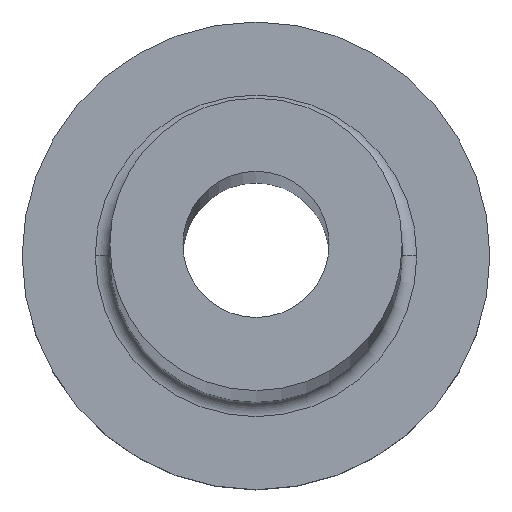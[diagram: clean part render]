
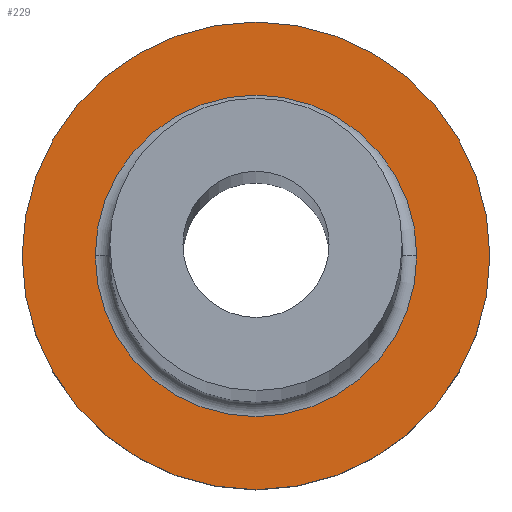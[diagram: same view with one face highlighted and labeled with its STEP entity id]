
A CAD part, top view. The second image highlights one B-rep face of the part: STEP entity #229.
In plain terms, the highlighted planar face has unit normal (0, 0, 1).
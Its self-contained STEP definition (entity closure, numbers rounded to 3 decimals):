
#17 = DIRECTION ( 'NONE',  ( 1., 0., 0. ) ) ;
#36 = CIRCLE ( 'NONE', #167, 5.5 ) ;
#53 = DIRECTION ( 'NONE',  ( 0., 0., -1. ) ) ;
#63 = CARTESIAN_POINT ( 'NONE',  ( 8., 0., 5. ) ) ;
#82 = CARTESIAN_POINT ( 'NONE',  ( 0., 0., 5. ) ) ;
#85 = CARTESIAN_POINT ( 'NONE',  ( 0., 0., 5. ) ) ;
#107 = CARTESIAN_POINT ( 'NONE',  ( -5.5, 0., 5. ) ) ;
#108 = AXIS2_PLACEMENT_3D ( 'NONE', #85, #265, #173 ) ;
#118 = CARTESIAN_POINT ( 'NONE',  ( 5.5, 0., 5. ) ) ;
#135 = DIRECTION ( 'NONE',  ( 1., 0., 0. ) ) ;
#149 = CARTESIAN_POINT ( 'NONE',  ( 0., 0., 5. ) ) ;
#156 = EDGE_LOOP ( 'NONE', ( #322, #319 ) ) ;
#167 = AXIS2_PLACEMENT_3D ( 'NONE', #82, #53, #135 ) ;
#173 = DIRECTION ( 'NONE',  ( 1., 0., 0. ) ) ;
#179 = EDGE_CURVE ( 'NONE', #334, #309, #208, .T. ) ;
#183 = VERTEX_POINT ( 'NONE', #107 ) ;
#186 = AXIS2_PLACEMENT_3D ( 'NONE', #149, #380, #297 ) ;
#204 = ORIENTED_EDGE ( 'NONE', *, *, #223, .T. ) ;
#208 = CIRCLE ( 'NONE', #325, 8. ) ;
#223 = EDGE_CURVE ( 'NONE', #266, #183, #36, .T. ) ;
#229 = ADVANCED_FACE ( 'NONE', ( #344, #264 ), #378, .T. ) ;
#239 = AXIS2_PLACEMENT_3D ( 'NONE', #379, #299, #354 ) ;
#245 = CIRCLE ( 'NONE', #239, 8. ) ;
#249 = ORIENTED_EDGE ( 'NONE', *, *, #258, .T. ) ;
#258 = EDGE_CURVE ( 'NONE', #183, #266, #310, .T. ) ;
#260 = CARTESIAN_POINT ( 'NONE',  ( 0., 0., 5. ) ) ;
#262 = EDGE_LOOP ( 'NONE', ( #204, #249 ) ) ;
#264 = FACE_OUTER_BOUND ( 'NONE', #156, .T. ) ;
#265 = DIRECTION ( 'NONE',  ( 0., 0., 1. ) ) ;
#266 = VERTEX_POINT ( 'NONE', #118 ) ;
#297 = DIRECTION ( 'NONE',  ( 1., 0., 0. ) ) ;
#299 = DIRECTION ( 'NONE',  ( 0., 0., 1. ) ) ;
#309 = VERTEX_POINT ( 'NONE', #321 ) ;
#310 = CIRCLE ( 'NONE', #186, 5.5 ) ;
#312 = EDGE_CURVE ( 'NONE', #309, #334, #245, .T. ) ;
#319 = ORIENTED_EDGE ( 'NONE', *, *, #179, .T. ) ;
#321 = CARTESIAN_POINT ( 'NONE',  ( -8., 0., 5. ) ) ;
#322 = ORIENTED_EDGE ( 'NONE', *, *, #312, .T. ) ;
#325 = AXIS2_PLACEMENT_3D ( 'NONE', #260, #374, #17 ) ;
#334 = VERTEX_POINT ( 'NONE', #63 ) ;
#344 = FACE_BOUND ( 'NONE', #262, .T. ) ;
#354 = DIRECTION ( 'NONE',  ( 1., 0., 0. ) ) ;
#374 = DIRECTION ( 'NONE',  ( 0., 0., 1. ) ) ;
#378 = PLANE ( 'NONE',  #108 ) ;
#379 = CARTESIAN_POINT ( 'NONE',  ( 0., 0., 5. ) ) ;
#380 = DIRECTION ( 'NONE',  ( 0., 0., -1. ) ) ;
